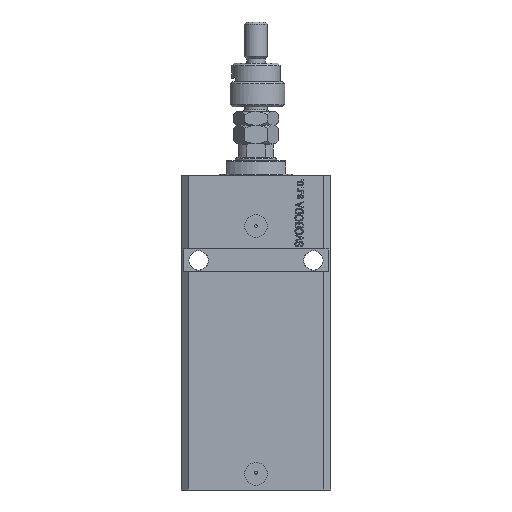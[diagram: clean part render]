
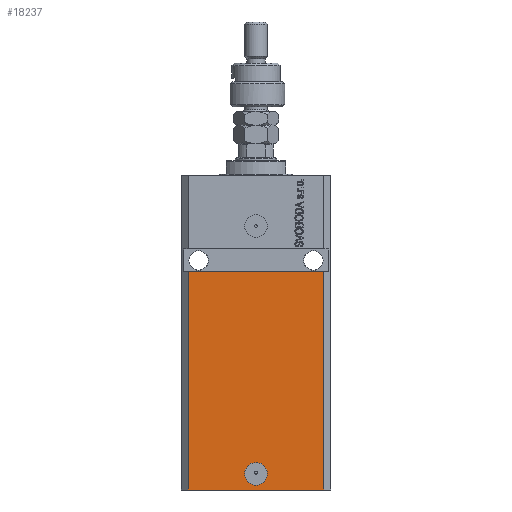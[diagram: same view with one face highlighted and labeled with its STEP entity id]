
A CAD part, front view. The second image highlights one B-rep face of the part: STEP entity #18237.
In plain terms, the highlighted planar face has unit normal (0, -1, 0).
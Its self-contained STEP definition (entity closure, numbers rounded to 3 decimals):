
#4869 = FACE_BOUND ( 'NONE', #17189, .T. ) ;
#7071 = DIRECTION ( 'NONE',  ( 0., -1., 0. ) ) ;
#7789 = CARTESIAN_POINT ( 'NONE',  ( 0., -22.5, -130. ) ) ;
#9347 = VERTEX_POINT ( 'NONE', #19919 ) ;
#10467 = DIRECTION ( 'NONE',  ( 1., 0., 0. ) ) ;
#11453 = EDGE_CURVE ( 'NONE', #18199, #9347, #26323, .T. ) ;
#12593 = CARTESIAN_POINT ( 'NONE',  ( -32.5, -22.5, -42. ) ) ;
#15174 = VERTEX_POINT ( 'NONE', #34863 ) ;
#15598 = ORIENTED_EDGE ( 'NONE', *, *, #22262, .F. ) ;
#15650 = CARTESIAN_POINT ( 'NONE',  ( 29.5, -22.5, -42. ) ) ;
#16687 = PLANE ( 'NONE',  #45030 ) ;
#16842 = CIRCLE ( 'NONE', #26077, 5. ) ;
#17189 = EDGE_LOOP ( 'NONE', ( #43560, #26089 ) ) ;
#17636 = VECTOR ( 'NONE', #29812, 1000. ) ;
#18199 = VERTEX_POINT ( 'NONE', #45892 ) ;
#18237 = ADVANCED_FACE ( 'NONE', ( #4869, #19820 ), #16687, .T. ) ;
#18606 = DIRECTION ( 'NONE',  ( 0., 0., 1. ) ) ;
#19820 = FACE_OUTER_BOUND ( 'NONE', #37758, .T. ) ;
#19919 = CARTESIAN_POINT ( 'NONE',  ( -29.5, -22.5, -42. ) ) ;
#20189 = ORIENTED_EDGE ( 'NONE', *, *, #32885, .T. ) ;
#21933 = DIRECTION ( 'NONE',  ( 1., 0., 0. ) ) ;
#22262 = EDGE_CURVE ( 'NONE', #9347, #34805, #33853, .T. ) ;
#23771 = ORIENTED_EDGE ( 'NONE', *, *, #11453, .F. ) ;
#23946 = LINE ( 'NONE', #35538, #36767 ) ;
#24919 = EDGE_CURVE ( 'NONE', #18199, #41927, #23946, .T. ) ;
#26077 = AXIS2_PLACEMENT_3D ( 'NONE', #39578, #35957, #21933 ) ;
#26089 = ORIENTED_EDGE ( 'NONE', *, *, #39654, .F. ) ;
#26323 = LINE ( 'NONE', #33340, #43505 ) ;
#26625 = VECTOR ( 'NONE', #41811, 1000. ) ;
#28158 = ORIENTED_EDGE ( 'NONE', *, *, #24919, .T. ) ;
#28370 = EDGE_CURVE ( 'NONE', #41024, #15174, #16842, .T. ) ;
#29812 = DIRECTION ( 'NONE',  ( 0., 0., 1. ) ) ;
#30164 = CIRCLE ( 'NONE', #42509, 5. ) ;
#30518 = CARTESIAN_POINT ( 'NONE',  ( 29.5, -22.5, -137. ) ) ;
#31051 = CARTESIAN_POINT ( 'NONE',  ( 5., -22.5, -130. ) ) ;
#31405 = CARTESIAN_POINT ( 'NONE',  ( -29.5, -22.5, -137. ) ) ;
#32885 = EDGE_CURVE ( 'NONE', #41927, #34805, #37062, .T. ) ;
#33340 = CARTESIAN_POINT ( 'NONE',  ( -29.5, -22.5, -137. ) ) ;
#33853 = LINE ( 'NONE', #12593, #26625 ) ;
#34553 = DIRECTION ( 'NONE',  ( 0., -1., 0. ) ) ;
#34805 = VERTEX_POINT ( 'NONE', #15650 ) ;
#34863 = CARTESIAN_POINT ( 'NONE',  ( -5., -22.5, -130. ) ) ;
#35538 = CARTESIAN_POINT ( 'NONE',  ( -29.5, -22.5, -137. ) ) ;
#35957 = DIRECTION ( 'NONE',  ( 0., -1., 0. ) ) ;
#36767 = VECTOR ( 'NONE', #42062, 1000. ) ;
#37062 = LINE ( 'NONE', #30518, #17636 ) ;
#37758 = EDGE_LOOP ( 'NONE', ( #15598, #23771, #28158, #20189 ) ) ;
#39578 = CARTESIAN_POINT ( 'NONE',  ( 0., -22.5, -130. ) ) ;
#39654 = EDGE_CURVE ( 'NONE', #15174, #41024, #30164, .T. ) ;
#40932 = CARTESIAN_POINT ( 'NONE',  ( 29.5, -22.5, -137. ) ) ;
#41024 = VERTEX_POINT ( 'NONE', #31051 ) ;
#41811 = DIRECTION ( 'NONE',  ( 1., 0., 0. ) ) ;
#41927 = VERTEX_POINT ( 'NONE', #40932 ) ;
#42062 = DIRECTION ( 'NONE',  ( 1., 0., 0. ) ) ;
#42509 = AXIS2_PLACEMENT_3D ( 'NONE', #7789, #7071, #10467 ) ;
#43505 = VECTOR ( 'NONE', #18606, 1000. ) ;
#43560 = ORIENTED_EDGE ( 'NONE', *, *, #28370, .F. ) ;
#45030 = AXIS2_PLACEMENT_3D ( 'NONE', #31405, #34553, #46136 ) ;
#45892 = CARTESIAN_POINT ( 'NONE',  ( -29.5, -22.5, -137. ) ) ;
#46136 = DIRECTION ( 'NONE',  ( 1., 0., 0. ) ) ;
